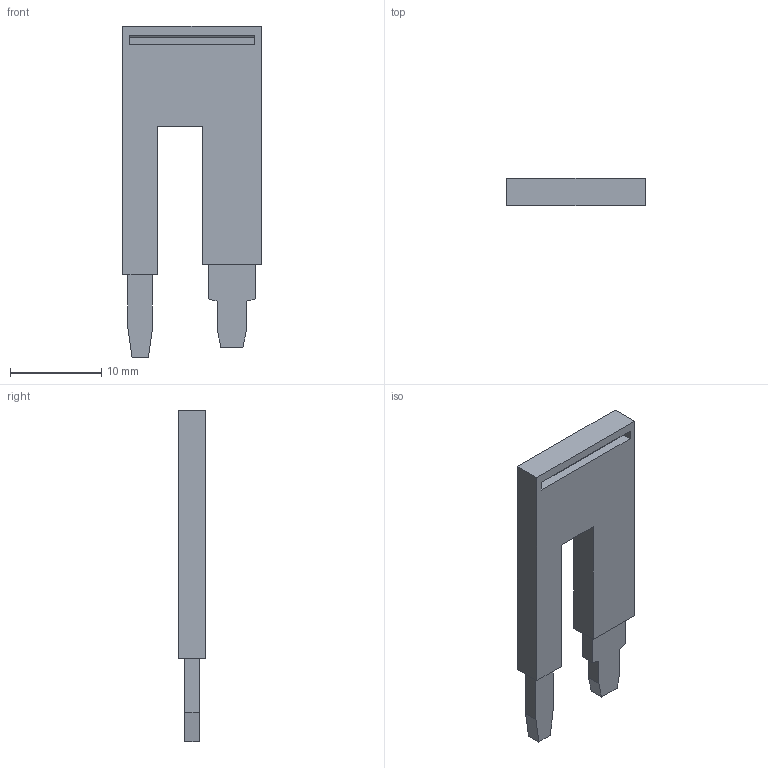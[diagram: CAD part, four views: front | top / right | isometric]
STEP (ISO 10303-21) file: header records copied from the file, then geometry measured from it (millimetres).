
FILE_DESCRIPTION(('Creo Elements/Direct Modeling STEP Export'),'2;1');
FILE_NAME('model.stp','2019-05-22T 2:25:53',(''),(''),'Creo Elements/Direct Modeling STEP processor for AP214 (Solid Model)','Creo Elements/Direct Modeling 20.1A 29-Sep-2018 (C) Parametric Technology GmbH','');
FILE_SCHEMA(('AUTOMOTIVE_DESIGN { 1 0 10303 214 1 1 1 1 }'));
Length unit declared in the file: millimetre
Products named in the file (2): RB_ST_10_2.5_4-select
Assembly tree (1 placements, depth 2):
  RB_ST_10_2.5_4-select
    RB_ST_10_2.5_4-select
Bounding box: 15.12 x 3 x 36.25 mm (x, y, z)
Volume: 1039.9 mm3; surface area: 1216 mm2
Topology: 1 solids, 1 shells, 38 faces, 96 edges, 64 vertices
Faces by surface type: plane 38
Entity records: 1459 total; most frequent: CARTESIAN_POINT 198, ORIENTED_EDGE 192, DIRECTION 172, VECTOR 96, LINE 96, EDGE_CURVE 96, VERTEX_POINT 64, EDGE_LOOP 42
